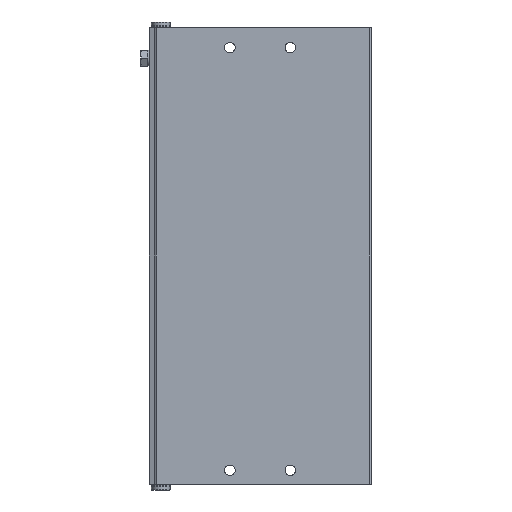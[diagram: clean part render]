
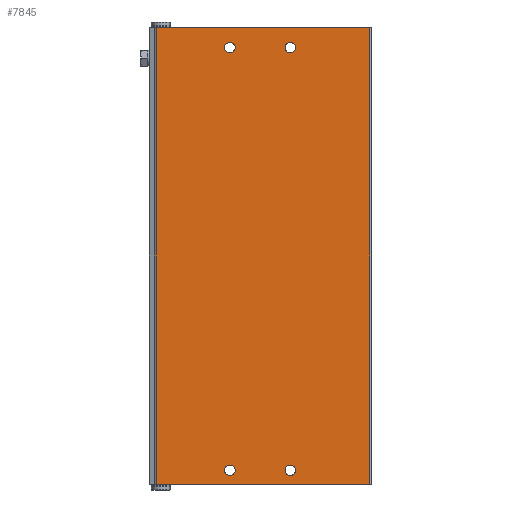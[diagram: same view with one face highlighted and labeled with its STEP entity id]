
A CAD part, front view. The second image highlights one B-rep face of the part: STEP entity #7845.
In plain terms, the highlighted planar face has unit normal (0, -1, 0).
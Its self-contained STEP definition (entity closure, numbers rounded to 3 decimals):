
#71=PLANE('',#8844);
#463=LINE('',#13120,#973);
#464=LINE('',#13132,#974);
#465=LINE('',#13134,#975);
#466=LINE('',#13136,#976);
#973=VECTOR('',#9877,1000.);
#974=VECTOR('',#9890,1000.);
#975=VECTOR('',#9891,1000.);
#976=VECTOR('',#9892,1000.);
#1673=ORIENTED_EDGE('',*,*,#3694,.T.);
#1674=ORIENTED_EDGE('',*,*,#3695,.T.);
#1675=ORIENTED_EDGE('',*,*,#3696,.T.);
#1676=ORIENTED_EDGE('',*,*,#3697,.T.);
#1677=ORIENTED_EDGE('',*,*,#3698,.T.);
#1678=ORIENTED_EDGE('',*,*,#3699,.F.);
#1679=ORIENTED_EDGE('',*,*,#3700,.F.);
#1680=ORIENTED_EDGE('',*,*,#3692,.T.);
#3692=EDGE_CURVE('',#4702,#4701,#463,.T.);
#3694=EDGE_CURVE('',#4703,#4703,#5391,.T.);
#3695=EDGE_CURVE('',#4704,#4704,#5392,.T.);
#3696=EDGE_CURVE('',#4705,#4705,#5393,.T.);
#3697=EDGE_CURVE('',#4706,#4706,#5394,.T.);
#3698=EDGE_CURVE('',#4701,#4707,#464,.T.);
#3699=EDGE_CURVE('',#4708,#4707,#465,.T.);
#3700=EDGE_CURVE('',#4702,#4708,#466,.T.);
#4701=VERTEX_POINT('',#13119);
#4702=VERTEX_POINT('',#13121);
#4703=VERTEX_POINT('',#13125);
#4704=VERTEX_POINT('',#13127);
#4705=VERTEX_POINT('',#13129);
#4706=VERTEX_POINT('',#13131);
#4707=VERTEX_POINT('',#13133);
#4708=VERTEX_POINT('',#13135);
#5391=CIRCLE('',#8845,2.25);
#5392=CIRCLE('',#8846,2.25);
#5393=CIRCLE('',#8847,2.25);
#5394=CIRCLE('',#8848,2.25);
#5849=EDGE_LOOP('',(#1673));
#5850=EDGE_LOOP('',(#1674));
#5851=EDGE_LOOP('',(#1675));
#5852=EDGE_LOOP('',(#1676));
#5853=EDGE_LOOP('',(#1677,#1678,#1679,#1680));
#6787=FACE_BOUND('',#5849,.T.);
#6788=FACE_BOUND('',#5850,.T.);
#6789=FACE_BOUND('',#5851,.T.);
#6790=FACE_BOUND('',#5852,.T.);
#6791=FACE_BOUND('',#5853,.T.);
#7845=ADVANCED_FACE('',(#6787,#6788,#6789,#6790,#6791),#71,.F.);
#8844=AXIS2_PLACEMENT_3D('',#13123,#9880,#9881);
#8845=AXIS2_PLACEMENT_3D('',#13124,#9882,#9883);
#8846=AXIS2_PLACEMENT_3D('',#13126,#9884,#9885);
#8847=AXIS2_PLACEMENT_3D('',#13128,#9886,#9887);
#8848=AXIS2_PLACEMENT_3D('',#13130,#9888,#9889);
#9877=DIRECTION('',(0.,0.,-1.));
#9880=DIRECTION('',(0.,1.,0.));
#9881=DIRECTION('',(0.,0.,1.));
#9882=DIRECTION('',(0.,1.,0.));
#9883=DIRECTION('',(0.,0.,1.));
#9884=DIRECTION('',(0.,1.,0.));
#9885=DIRECTION('',(0.,0.,1.));
#9886=DIRECTION('',(0.,1.,0.));
#9887=DIRECTION('',(0.,0.,1.));
#9888=DIRECTION('',(0.,1.,0.));
#9889=DIRECTION('',(0.,0.,1.));
#9890=DIRECTION('',(1.,0.,0.));
#9891=DIRECTION('',(0.,0.,-1.));
#9892=DIRECTION('',(1.,0.,0.));
#13119=CARTESIAN_POINT('',(-47.3,0.,0.));
#13120=CARTESIAN_POINT('',(-47.3,0.,196.5));
#13121=CARTESIAN_POINT('',(-47.3,0.,196.5));
#13123=CARTESIAN_POINT('',(-47.3,0.,196.5));
#13124=CARTESIAN_POINT('',(-13.,0.,8.5));
#13125=CARTESIAN_POINT('',(-13.,0.,10.75));
#13126=CARTESIAN_POINT('',(13.,0.,190.5));
#13127=CARTESIAN_POINT('',(13.,0.,192.75));
#13128=CARTESIAN_POINT('',(-13.,0.,190.5));
#13129=CARTESIAN_POINT('',(-13.,0.,192.75));
#13130=CARTESIAN_POINT('',(13.,0.,8.5));
#13131=CARTESIAN_POINT('',(13.,0.,10.75));
#13132=CARTESIAN_POINT('',(-47.3,0.,0.));
#13133=CARTESIAN_POINT('',(44.7,0.,0.));
#13134=CARTESIAN_POINT('',(44.7,0.,196.5));
#13135=CARTESIAN_POINT('',(44.7,0.,196.5));
#13136=CARTESIAN_POINT('',(-47.3,0.,196.5));
